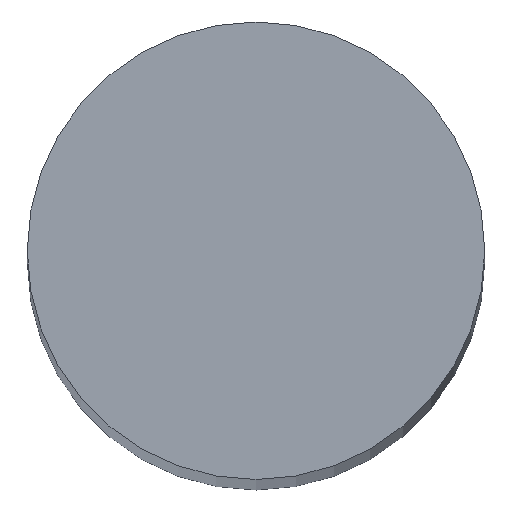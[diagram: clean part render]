
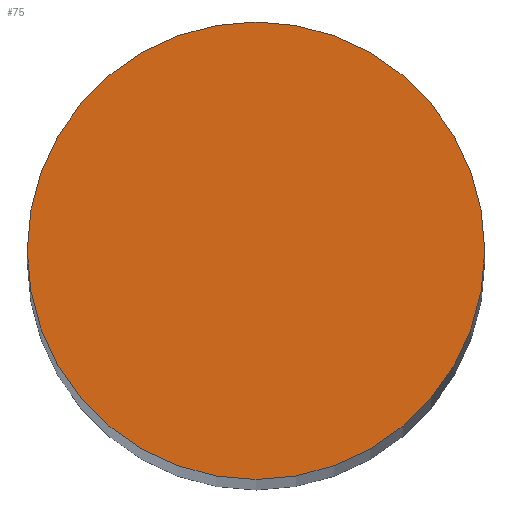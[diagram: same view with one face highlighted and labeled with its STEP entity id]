
A CAD part, top view. The second image highlights one B-rep face of the part: STEP entity #75.
In plain terms, the highlighted planar face has unit normal (0, 0, 1).
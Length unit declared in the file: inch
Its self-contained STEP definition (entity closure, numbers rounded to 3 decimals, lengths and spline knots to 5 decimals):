
#6 = VERTEX_POINT ( 'NONE', #18 ) ;
#14 = EDGE_CURVE ( 'NONE', #86, #6, #136, .T. ) ;
#18 = CARTESIAN_POINT ( 'NONE',  ( -0.375, 0., 0. ) ) ;
#21 = AXIS2_PLACEMENT_3D ( 'NONE', #139, #123, #111 ) ;
#24 = DIRECTION ( 'NONE',  ( 0., 0., 1. ) ) ;
#30 = FACE_OUTER_BOUND ( 'NONE', #92, .T. ) ;
#35 = DIRECTION ( 'NONE',  ( 0., 0., -1. ) ) ;
#38 = AXIS2_PLACEMENT_3D ( 'NONE', #140, #24, #44 ) ;
#44 = DIRECTION ( 'NONE',  ( 1., 0., 0. ) ) ;
#52 = CIRCLE ( 'NONE', #21, 0.375 ) ;
#56 = CARTESIAN_POINT ( 'NONE',  ( 0., 0., 0. ) ) ;
#61 = CARTESIAN_POINT ( 'NONE',  ( 0.375, 0., 0. ) ) ;
#70 = ORIENTED_EDGE ( 'NONE', *, *, #14, .F. ) ;
#75 = ADVANCED_FACE ( 'NONE', ( #30 ), #98, .T. ) ;
#86 = VERTEX_POINT ( 'NONE', #61 ) ;
#87 = EDGE_CURVE ( 'NONE', #6, #86, #52, .T. ) ;
#89 = DIRECTION ( 'NONE',  ( -1., 0., 0. ) ) ;
#92 = EDGE_LOOP ( 'NONE', ( #120, #70 ) ) ;
#98 = PLANE ( 'NONE',  #38 ) ;
#111 = DIRECTION ( 'NONE',  ( -1., 0., 0. ) ) ;
#120 = ORIENTED_EDGE ( 'NONE', *, *, #87, .F. ) ;
#123 = DIRECTION ( 'NONE',  ( 0., 0., -1. ) ) ;
#136 = CIRCLE ( 'NONE', #137, 0.375 ) ;
#137 = AXIS2_PLACEMENT_3D ( 'NONE', #56, #35, #89 ) ;
#139 = CARTESIAN_POINT ( 'NONE',  ( 0., 0., 0. ) ) ;
#140 = CARTESIAN_POINT ( 'NONE',  ( 0., 0., 0. ) ) ;
